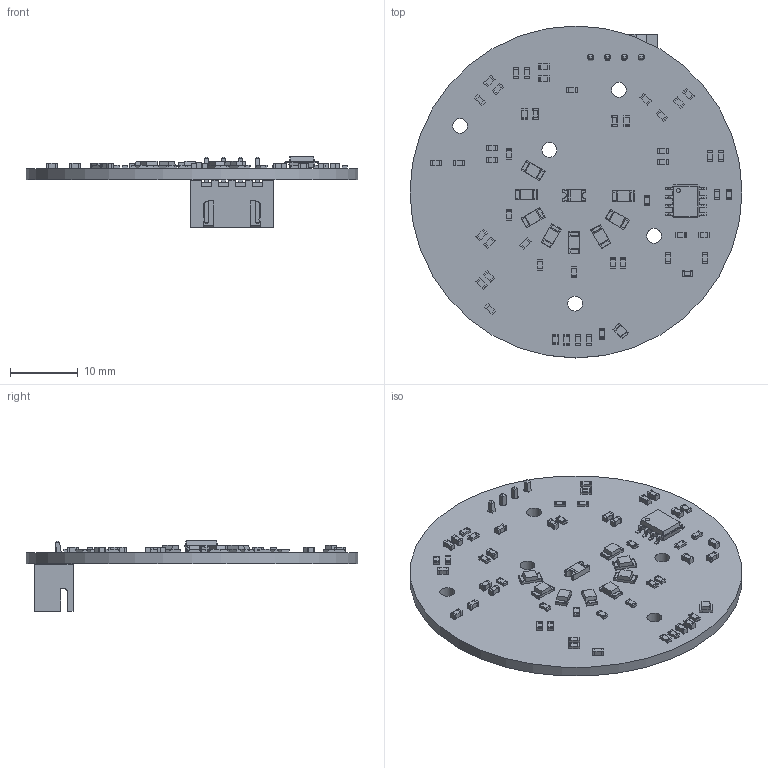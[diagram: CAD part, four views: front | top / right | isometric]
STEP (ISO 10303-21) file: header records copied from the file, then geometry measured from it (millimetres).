
FILE_DESCRIPTION(('KiCad electronic assembly'),'2;1');
FILE_NAME('PCB KiCad v0.2.STEP','2022-10-12T11:31:03',('Pcbnew'),( 'Kicad'),'Open CASCADE STEP processor 7.6','KiCad to STEP converter' ,'Unknown');
FILE_SCHEMA(('AUTOMOTIVE_DESIGN { 1 0 10303 214 1 1 1 1 }'));
Length unit declared in the file: millimetre
Products named in the file (18): PCB KiCad v0.2 1; LED_1206_3216Metric; SOLID; C_0603_1608Metric; R_0603_1608Metric; D_1206_3216Metric; SOIC-8_3.9x4.9mm_P1.27mm; LED_0805_2012Metric; L_0603_1608Metric; JST_XH_B4B-XH-A_1x04_P2.50mm_Vertical; RoundScanner PCB
Assembly tree (70 placements, depth 3):
  PCB KiCad v0.2 1
    LED_1206_3216Metric  x8
      SOLID
    C_0603_1608Metric  x20
      SOLID
    R_0603_1608Metric  x28
      SOLID
    D_1206_3216Metric
      SOLID
    SOIC-8_3.9x4.9mm_P1.27mm
      SOLID
    LED_0805_2012Metric
      SOLID
    L_0603_1608Metric
      SOLID
    JST_XH_B4B-XH-A_1x04_P2.50mm_Vertical
      SOLID
    RoundScanner PCB
Bounding box: 49.12 x 49.12 x 10.45 mm (x, y, z)
Volume: 3349.7 mm3; surface area: 5230.5 mm2
Topology: 62 solids, 62 shells, 2114 faces, 5521 edges, 3592 vertices
Faces by surface type: bspline 2102, cylinder 10, plane 2
Full cylindrical faces by diameter (mm): 0.95 x4, 2.2 x5, 49.117 x1
Entity records: 34965 total; most frequent: CARTESIAN_POINT 12525, B_SPLINE_CURVE_WITH_KNOTS 3688, ORIENTED_EDGE 2772, PCURVE 2772, DEFINITIONAL_REPRESENTATION 2772, EDGE_CURVE 1386, SURFACE_CURVE 1375, VERTEX_POINT 890
